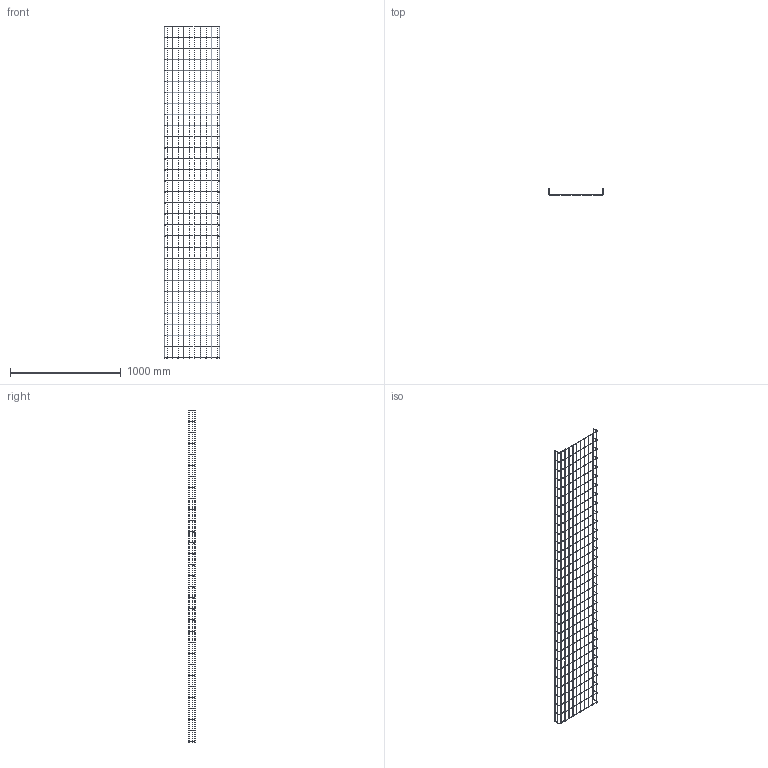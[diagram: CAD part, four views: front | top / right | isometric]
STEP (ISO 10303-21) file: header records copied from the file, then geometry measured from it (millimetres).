
FILE_DESCRIPTION (( 'STEP AP203' ), '1' );
FILE_NAME ('CLWG10-060-500-3 Ëîòîê ïðîâîëî÷íûé 60õ500 ÃÖ.STEP', '2016-02-17T14:07:36', ( '' ), ( '' ), 'SwSTEP 2.0', 'SolidWorks 2014', '' );
FILE_SCHEMA (( 'CONFIG_CONTROL_DESIGN' ));
Length unit declared in the file: millimetre
Products named in the file (1): CLWG10-060-500-3 Ëîòîê ïðîâîëî÷íûé 60õ500 ÃÖ
Bounding box: 499.92 x 59.98 x 3004 mm (x, y, z)
Volume: 758121.1 mm3; surface area: 758196.1 mm2
Topology: 1 solids, 1 shells, 259 faces, 1098 edges, 805 vertices
Faces by surface type: cylinder 107, plane 90, torus 62
Full cylindrical faces by diameter (mm): 4 x107
Entity records: 18523 total; most frequent: CARTESIAN_POINT 10670, ORIENTED_EDGE 1296, EDGE_LOOP 1296, DIRECTION 948, FACE_BOUND 868, VERTEX_POINT 648, EDGE_CURVE 648, AXIS2_PLACEMENT_3D 474
